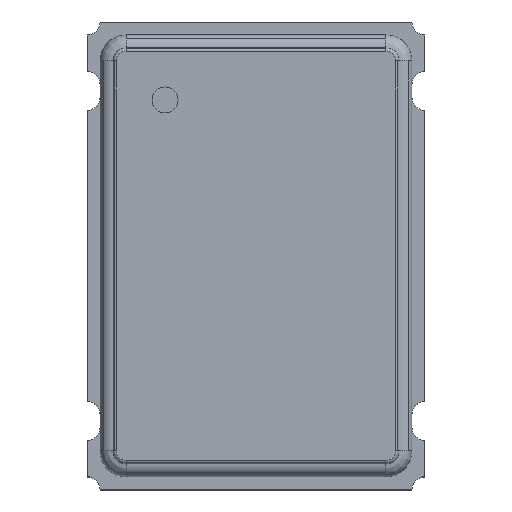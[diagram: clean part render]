
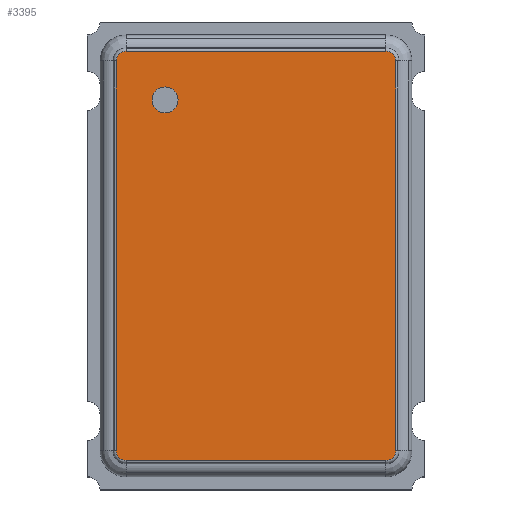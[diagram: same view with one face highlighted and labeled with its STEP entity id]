
A CAD part, top view. The second image highlights one B-rep face of the part: STEP entity #3395.
In plain terms, the highlighted planar face has unit normal (0, 0, 1).
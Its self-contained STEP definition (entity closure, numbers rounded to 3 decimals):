
#2831=CARTESIAN_POINT('',(2.15,3.,2.));
#2832=VERTEX_POINT('',#2831);
#2840=CARTESIAN_POINT('',(2.15,-3.,2.));
#2841=VERTEX_POINT('',#2840);
#2842=CARTESIAN_POINT('',(2.15,3.,2.));
#2843=DIRECTION('',(0.0,-1.0,0.0));
#2844=VECTOR('',#2843,6.);
#2845=LINE('',#2842,#2844);
#2846=EDGE_CURVE('',#2832,#2841,#2845,.T.);
#2873=CARTESIAN_POINT('',(-2.0,3.15,2.));
#2874=VERTEX_POINT('',#2873);
#2882=CARTESIAN_POINT('',(2.,3.15,2.));
#2883=VERTEX_POINT('',#2882);
#2884=CARTESIAN_POINT('',(-2.0,3.15,2.));
#2885=DIRECTION('',(1.0,0.0,0.0));
#2886=VECTOR('',#2885,4.);
#2887=LINE('',#2884,#2886);
#2888=EDGE_CURVE('',#2874,#2883,#2887,.T.);
#2915=CARTESIAN_POINT('',(2.,-3.15,2.));
#2916=VERTEX_POINT('',#2915);
#2924=CARTESIAN_POINT('',(-2.0,-3.15,2.));
#2925=VERTEX_POINT('',#2924);
#2926=CARTESIAN_POINT('',(2.,-3.15,2.));
#2927=DIRECTION('',(-1.0,0.0,0.0));
#2928=VECTOR('',#2927,4.);
#2929=LINE('',#2926,#2928);
#2930=EDGE_CURVE('',#2916,#2925,#2929,.T.);
#2957=CARTESIAN_POINT('',(-2.15,-3.,2.));
#2958=VERTEX_POINT('',#2957);
#2966=CARTESIAN_POINT('',(-2.15,3.,2.));
#2967=VERTEX_POINT('',#2966);
#2968=CARTESIAN_POINT('',(-2.15,-3.,2.));
#2969=DIRECTION('',(0.0,1.0,0.0));
#2970=VECTOR('',#2969,6.);
#2971=LINE('',#2968,#2970);
#2972=EDGE_CURVE('',#2958,#2967,#2971,.T.);
#2991=CARTESIAN_POINT('',(-1.2,2.4,2.));
#2992=VERTEX_POINT('',#2991);
#3008=CARTESIAN_POINT('',(-1.6,2.4,2.));
#3009=VERTEX_POINT('',#3008);
#3016=CARTESIAN_POINT('',(-1.4,2.4,2.));
#3017=DIRECTION('',(0.0,0.0,-1.0));
#3018=DIRECTION('',(1.0,0.0,0.0));
#3019=AXIS2_PLACEMENT_3D('',#3016,#3017,#3018);
#3020=CIRCLE('',#3019,0.2);
#3021=EDGE_CURVE('',#2992,#3009,#3020,.T.);
#3032=CARTESIAN_POINT('',(-1.4,2.4,2.));
#3033=DIRECTION('',(0.0,0.0,-1.0));
#3034=DIRECTION('',(1.0,0.0,0.0));
#3035=AXIS2_PLACEMENT_3D('',#3032,#3033,#3034);
#3036=CIRCLE('',#3035,0.2);
#3037=EDGE_CURVE('',#3009,#2992,#3036,.T.);
#3104=CARTESIAN_POINT('',(-2.0,-3.,2.));
#3105=DIRECTION('',(0.,0.,-1.));
#3106=DIRECTION('',(-0.707,-0.707,0.));
#3107=AXIS2_PLACEMENT_3D('',#3104,#3105,#3106);
#3108=CIRCLE('',#3107,0.15);
#3109=EDGE_CURVE('',#2925,#2958,#3108,.T.);
#3149=CARTESIAN_POINT('',(-2.0,3.,2.));
#3150=DIRECTION('',(0.,0.,-1.));
#3151=DIRECTION('',(-0.707,0.707,0.));
#3152=AXIS2_PLACEMENT_3D('',#3149,#3150,#3151);
#3153=CIRCLE('',#3152,0.15);
#3154=EDGE_CURVE('',#2967,#2874,#3153,.T.);
#3220=CARTESIAN_POINT('',(2.,-3.,2.));
#3221=DIRECTION('',(0.,0.,-1.));
#3222=DIRECTION('',(0.707,-0.707,0.));
#3223=AXIS2_PLACEMENT_3D('',#3220,#3221,#3222);
#3224=CIRCLE('',#3223,0.15);
#3225=EDGE_CURVE('',#2841,#2916,#3224,.T.);
#3265=CARTESIAN_POINT('',(2.,3.,2.));
#3266=DIRECTION('',(0.,0.,-1.));
#3267=DIRECTION('',(0.707,0.707,0.));
#3268=AXIS2_PLACEMENT_3D('',#3265,#3266,#3267);
#3269=CIRCLE('',#3268,0.15);
#3270=EDGE_CURVE('',#2883,#2832,#3269,.T.);
#3376=CARTESIAN_POINT('',(0.0,0.,2.));
#3377=DIRECTION('',(0.0,0.0,1.0));
#3378=DIRECTION('',(1.0,0.0,0.0));
#3379=AXIS2_PLACEMENT_3D('',#3376,#3377,#3378);
#3380=PLANE('',#3379);
#3381=ORIENTED_EDGE('',*,*,#2972,.F.);
#3382=ORIENTED_EDGE('',*,*,#3109,.F.);
#3383=ORIENTED_EDGE('',*,*,#2930,.F.);
#3384=ORIENTED_EDGE('',*,*,#3225,.F.);
#3385=ORIENTED_EDGE('',*,*,#2846,.F.);
#3386=ORIENTED_EDGE('',*,*,#3270,.F.);
#3387=ORIENTED_EDGE('',*,*,#2888,.F.);
#3388=ORIENTED_EDGE('',*,*,#3154,.F.);
#3389=EDGE_LOOP('',(#3381,#3382,#3383,#3384,#3385,#3386,#3387,#3388));
#3390=FACE_OUTER_BOUND('',#3389,.T.);
#3391=ORIENTED_EDGE('',*,*,#3021,.T.);
#3392=ORIENTED_EDGE('',*,*,#3037,.T.);
#3393=EDGE_LOOP('',(#3391,#3392));
#3394=FACE_BOUND('',#3393,.T.);
#3395=ADVANCED_FACE('',(#3390,#3394),#3380,.T.);
